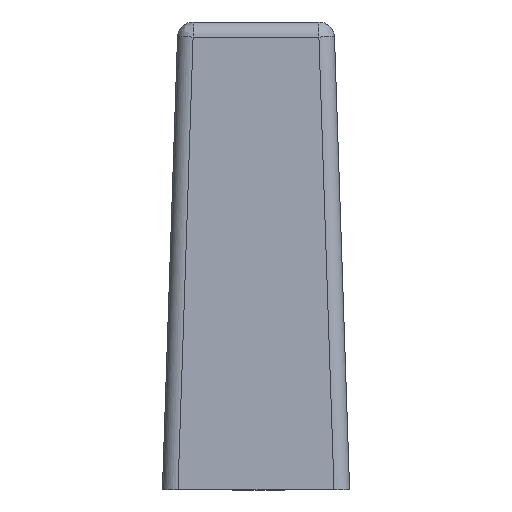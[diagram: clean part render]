
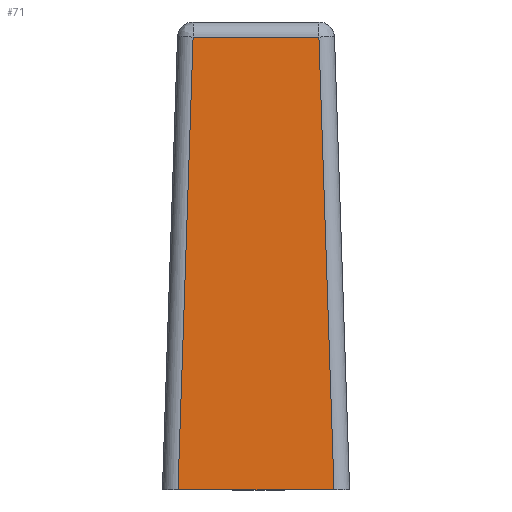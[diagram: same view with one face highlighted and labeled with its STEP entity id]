
A CAD part, left-side view. The second image highlights one B-rep face of the part: STEP entity #71.
In plain terms, the highlighted planar face has unit normal (-0.999, 0, 0.033).
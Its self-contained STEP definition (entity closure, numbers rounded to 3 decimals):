
#71=ADVANCED_FACE('',(#387),#386,.F.);
#386=PLANE('',#638);
#387=FACE_OUTER_BOUND('',#639,.T.);
#635=CARTESIAN_POINT('',(-33.935,-6.001,31.937));
#636=DIRECTION('',(0.999,0.,-0.033));
#637=DIRECTION('',(-0.033,0.,-0.999));
#638=AXIS2_PLACEMENT_3D('',#635,#636,#637);
#639=EDGE_LOOP('',(#796,#797,#798,#799));
#796=ORIENTED_EDGE('',*,*,#880,.T.);
#797=ORIENTED_EDGE('',*,*,#855,.T.);
#798=ORIENTED_EDGE('',*,*,#884,.T.);
#799=ORIENTED_EDGE('',*,*,#886,.T.);
#855=EDGE_CURVE('',#1177,#1191,#1198,.T.);
#880=EDGE_CURVE('',#1357,#1177,#1358,.T.);
#884=EDGE_CURVE('',#1191,#1383,#1384,.T.);
#886=EDGE_CURVE('',#1383,#1357,#1396,.T.);
#1177=VERTEX_POINT('',#1612);
#1191=VERTEX_POINT('',#1620);
#1198=LINE('',#1625,#1626);
#1357=VERTEX_POINT('',#1717);
#1358=LINE('',#1718,#1719);
#1383=VERTEX_POINT('',#1731);
#1384=LINE('',#1732,#1733);
#1396=LINE('',#1739,#1740);
#1612=CARTESIAN_POINT('',(-35.,-5.001,0.));
#1620=CARTESIAN_POINT('',(-34.032,-4.033,29.033));
#1625=CARTESIAN_POINT('',(-35.,-5.001,0.));
#1626=VECTOR('',#1627,29.066);
#1627=DIRECTION('',(0.033,0.033,0.999));
#1717=CARTESIAN_POINT('',(-35.,5.001,0.));
#1718=CARTESIAN_POINT('',(-35.,5.001,0.));
#1719=VECTOR('',#1720,10.001);
#1720=DIRECTION('',(0.,-1.,0.));
#1731=CARTESIAN_POINT('',(-34.032,4.033,29.033));
#1732=CARTESIAN_POINT('',(-34.032,-4.033,29.033));
#1733=VECTOR('',#1734,8.065);
#1734=DIRECTION('',(0.,1.,0.));
#1739=CARTESIAN_POINT('',(-34.032,4.033,29.033));
#1740=VECTOR('',#1741,29.066);
#1741=DIRECTION('',(-0.033,0.033,-0.999));
